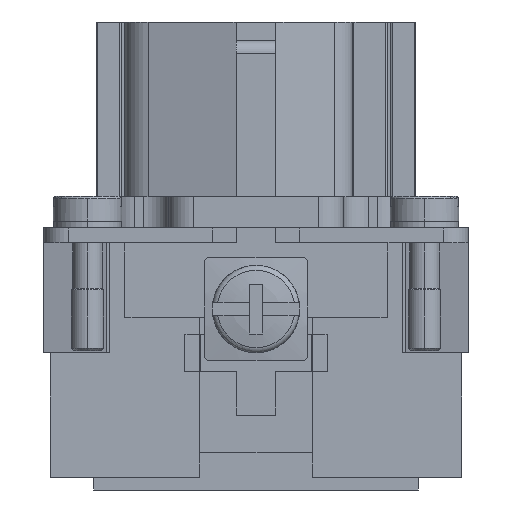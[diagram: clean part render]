
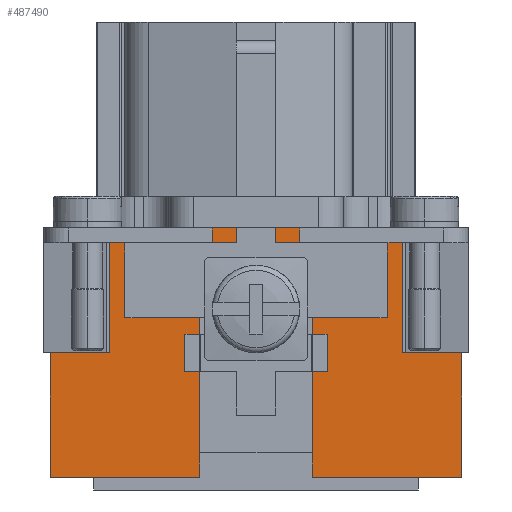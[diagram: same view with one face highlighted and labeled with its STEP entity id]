
A CAD part, left-side view. The second image highlights one B-rep face of the part: STEP entity #487490.
In plain terms, the highlighted planar face has unit normal (-1, 0, 0).
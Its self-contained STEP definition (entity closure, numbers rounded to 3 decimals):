
#174900=CARTESIAN_POINT('',(-31.5,16.5,-20.));
#174910=VERTEX_POINT('',#174900);
#174940=CARTESIAN_POINT('',(-31.5,16.5,-20.));
#174950=DIRECTION('',(0.,-1.,0.));
#174960=VECTOR('',#174950,12.);
#174970=LINE('',#174940,#174960);
#174980=CARTESIAN_POINT('',(-31.5,4.5,-20.));
#174990=VERTEX_POINT('',#174980);
#175000=EDGE_CURVE('',#174910,#174990,#174970,.T.);
#175860=CARTESIAN_POINT('',(-31.5,-4.5,-20.));
#175870=VERTEX_POINT('',#175860);
#175900=CARTESIAN_POINT('',(-31.5,-4.5,-20.));
#175910=DIRECTION('',(0.,-1.,0.));
#175920=VECTOR('',#175910,12.);
#175930=LINE('',#175900,#175920);
#175940=CARTESIAN_POINT('',(-31.5,-16.5,-20.));
#175950=VERTEX_POINT('',#175940);
#175960=EDGE_CURVE('',#175870,#175950,#175930,.T.);
#236260=CARTESIAN_POINT('',(-31.5,4.5,-18.));
#236270=VERTEX_POINT('',#236260);
#236500=CARTESIAN_POINT('',(-31.5,-4.5,-18.));
#236510=VERTEX_POINT('',#236500);
#278490=CARTESIAN_POINT('',(-31.5,11.75,-10.));
#278500=DIRECTION('',(0.,1.,0.));
#278510=VECTOR('',#278500,4.75);
#278520=LINE('',#278490,#278510);
#278530=CARTESIAN_POINT('',(-31.5,11.75,-10.));
#278540=VERTEX_POINT('',#278530);
#278550=CARTESIAN_POINT('',(-31.5,16.5,-10.));
#278560=VERTEX_POINT('',#278550);
#278570=EDGE_CURVE('',#278540,#278560,#278520,.T.);
#291110=CARTESIAN_POINT('',(-31.5,-4.5,-1.2));
#291120=VERTEX_POINT('',#291110);
#291150=CARTESIAN_POINT('',(-31.5,-4.5,-1.2));
#291160=DIRECTION('',(0.,0.,-1.));
#291170=VECTOR('',#291160,16.8);
#291180=LINE('',#291150,#291170);
#291190=EDGE_CURVE('',#291120,#236510,#291180,.T.);
#291820=CARTESIAN_POINT('',(-31.5,11.75,0.));
#291830=VERTEX_POINT('',#291820);
#291860=CARTESIAN_POINT('',(-31.5,11.75,0.));
#291870=DIRECTION('',(0.,0.,-1.));
#291880=VECTOR('',#291870,10.);
#291890=LINE('',#291860,#291880);
#291900=EDGE_CURVE('',#291830,#278540,#291890,.T.);
#299940=CARTESIAN_POINT('',(-31.5,4.5,-18.));
#299950=DIRECTION('',(0.,0.,1.));
#299960=VECTOR('',#299950,16.8);
#299970=LINE('',#299940,#299960);
#299980=CARTESIAN_POINT('',(-31.5,4.5,-1.2));
#299990=VERTEX_POINT('',#299980);
#300000=EDGE_CURVE('',#236270,#299990,#299970,.T.);
#322560=CARTESIAN_POINT('',(-31.5,-11.75,0.));
#322570=VERTEX_POINT('',#322560);
#322600=CARTESIAN_POINT('',(-31.5,-11.75,0.));
#322610=DIRECTION('',(0.,1.,0.));
#322620=VECTOR('',#322610,23.5);
#322630=LINE('',#322600,#322620);
#322640=EDGE_CURVE('',#322570,#291830,#322630,.T.);
#408400=CARTESIAN_POINT('',(-31.5,16.5,-10.));
#408410=DIRECTION('',(0.,0.,-1.));
#408420=VECTOR('',#408410,10.);
#408430=LINE('',#408400,#408420);
#408440=EDGE_CURVE('',#278560,#174910,#408430,.T.);
#409720=CARTESIAN_POINT('',(-31.5,-16.5,-10.));
#409730=DIRECTION('',(0.,0.,-1.));
#409740=VECTOR('',#409730,10.);
#409750=LINE('',#409720,#409740);
#409760=CARTESIAN_POINT('',(-31.5,-16.5,-10.));
#409770=VERTEX_POINT('',#409760);
#409780=EDGE_CURVE('',#409770,#175950,#409750,.T.);
#441290=CARTESIAN_POINT('',(-31.5,4.5,-20.));
#441300=DIRECTION('',(0.,0.,1.));
#441310=VECTOR('',#441300,2.);
#441320=LINE('',#441290,#441310);
#441330=EDGE_CURVE('',#174990,#236270,#441320,.T.);
#444890=CARTESIAN_POINT('',(-31.5,4.5,-1.2));
#444900=DIRECTION('',(0.,-1.,0.));
#444910=VECTOR('',#444900,9.);
#444920=LINE('',#444890,#444910);
#444930=EDGE_CURVE('',#299990,#291120,#444920,.T.);
#470550=CARTESIAN_POINT('',(-31.5,-16.5,-10.));
#470560=DIRECTION('',(0.,1.,0.));
#470570=VECTOR('',#470560,4.75);
#470580=LINE('',#470550,#470570);
#470590=CARTESIAN_POINT('',(-31.5,-11.75,-10.));
#470600=VERTEX_POINT('',#470590);
#470610=EDGE_CURVE('',#409770,#470600,#470580,.T.);
#482120=CARTESIAN_POINT('',(-31.5,-4.5,-18.));
#482130=DIRECTION('',(0.,0.,-1.));
#482140=VECTOR('',#482130,2.);
#482150=LINE('',#482120,#482140);
#482160=EDGE_CURVE('',#236510,#175870,#482150,.T.);
#487230=CARTESIAN_POINT('',(-31.5,16.5,0.));
#487240=DIRECTION('',(-1.,0.,0.));
#487250=DIRECTION('',(0.,0.,1.));
#487260=AXIS2_PLACEMENT_3D('',#487230,#487240,#487250);
#487270=PLANE('',#487260);
#487280=ORIENTED_EDGE('',*,*,#300000,.T.);
#487290=ORIENTED_EDGE('',*,*,#441330,.T.);
#487300=ORIENTED_EDGE('',*,*,#175000,.T.);
#487310=ORIENTED_EDGE('',*,*,#408440,.T.);
#487320=ORIENTED_EDGE('',*,*,#278570,.T.);
#487330=ORIENTED_EDGE('',*,*,#291900,.T.);
#487340=ORIENTED_EDGE('',*,*,#322640,.T.);
#487350=CARTESIAN_POINT('',(-31.5,-11.75,-10.));
#487360=DIRECTION('',(0.,0.,1.));
#487370=VECTOR('',#487360,10.);
#487380=LINE('',#487350,#487370);
#487390=EDGE_CURVE('',#470600,#322570,#487380,.T.);
#487400=ORIENTED_EDGE('',*,*,#487390,.T.);
#487410=ORIENTED_EDGE('',*,*,#470610,.T.);
#487420=ORIENTED_EDGE('',*,*,#409780,.F.);
#487430=ORIENTED_EDGE('',*,*,#175960,.T.);
#487440=ORIENTED_EDGE('',*,*,#482160,.T.);
#487450=ORIENTED_EDGE('',*,*,#291190,.T.);
#487460=ORIENTED_EDGE('',*,*,#444930,.T.);
#487470=EDGE_LOOP('',(#487460,#487450,#487440,#487430,#487420,#487410,
#487400,#487340,#487330,#487320,#487310,#487300,#487290,#487280));
#487480=FACE_OUTER_BOUND('',#487470,.T.);
#487490=ADVANCED_FACE('',(#487480),#487270,.T.);
